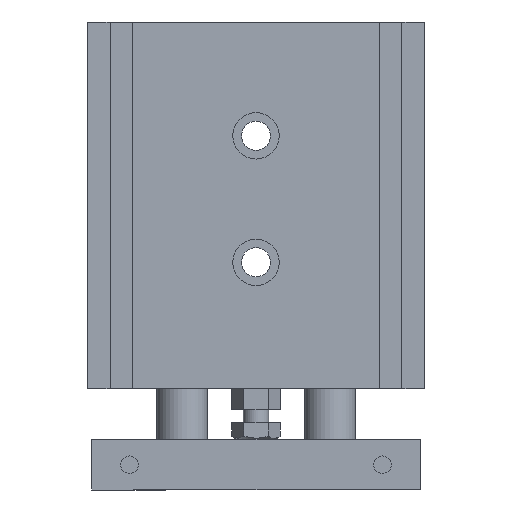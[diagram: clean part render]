
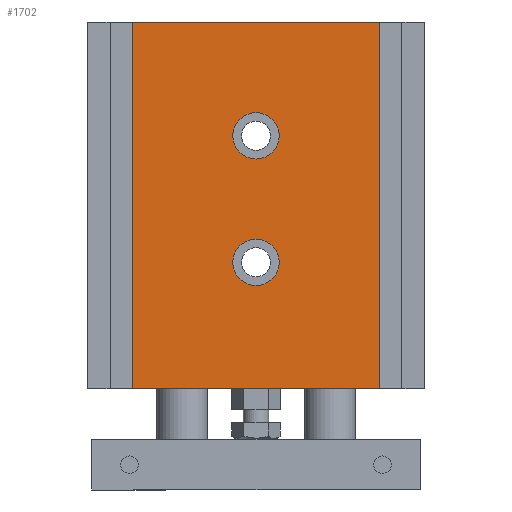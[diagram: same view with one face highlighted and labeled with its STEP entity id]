
A CAD part, left-side view. The second image highlights one B-rep face of the part: STEP entity #1702.
In plain terms, the highlighted planar face has unit normal (-1, 0, 0).
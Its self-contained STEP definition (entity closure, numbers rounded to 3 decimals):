
#401=CARTESIAN_POINT('',(-15.,-29.4,0.0));
#402=VERTEX_POINT('',#401);
#409=CARTESIAN_POINT('',(-15.,29.4,0.0));
#410=VERTEX_POINT('',#409);
#411=CARTESIAN_POINT('',(-15.,-29.4,0.0));
#412=DIRECTION('',(0.0,1.0,0.0));
#413=VECTOR('',#412,58.8);
#414=LINE('',#411,#413);
#415=EDGE_CURVE('',#402,#410,#414,.T.);
#1136=CARTESIAN_POINT('',(-15.,0.0,35.5));
#1137=VERTEX_POINT('',#1136);
#1138=CARTESIAN_POINT('',(-15.,0.0,30.0));
#1139=DIRECTION('',(1.0,0.0,0.0));
#1140=DIRECTION('',(0.0,0.0,1.0));
#1141=AXIS2_PLACEMENT_3D('',#1138,#1139,#1140);
#1142=CIRCLE('',#1141,5.5);
#1143=EDGE_CURVE('',#1137,#1137,#1142,.T.);
#1246=CARTESIAN_POINT('',(-15.,0.0,65.5));
#1247=VERTEX_POINT('',#1246);
#1248=CARTESIAN_POINT('',(-15.,0.0,60.0));
#1249=DIRECTION('',(1.0,0.0,0.0));
#1250=DIRECTION('',(0.0,0.0,1.0));
#1251=AXIS2_PLACEMENT_3D('',#1248,#1249,#1250);
#1252=CIRCLE('',#1251,5.5);
#1253=EDGE_CURVE('',#1247,#1247,#1252,.T.);
#1654=CARTESIAN_POINT('',(-15.,-29.4,87.0));
#1655=VERTEX_POINT('',#1654);
#1662=CARTESIAN_POINT('',(-15.,-29.4,0.0));
#1663=DIRECTION('',(0.0,0.0,1.0));
#1664=VECTOR('',#1663,87.0);
#1665=LINE('',#1662,#1664);
#1666=EDGE_CURVE('',#402,#1655,#1665,.T.);
#1673=CARTESIAN_POINT('',(-15.,-29.4,0.0));
#1674=DIRECTION('',(-1.0,0.0,0.0));
#1675=DIRECTION('',(0.0,0.0,1.0));
#1676=AXIS2_PLACEMENT_3D('',#1673,#1674,#1675);
#1677=PLANE('',#1676);
#1678=CARTESIAN_POINT('',(-15.,29.4,87.0));
#1679=VERTEX_POINT('',#1678);
#1680=CARTESIAN_POINT('',(-15.,-29.4,87.0));
#1681=DIRECTION('',(0.0,1.0,0.0));
#1682=VECTOR('',#1681,58.8);
#1683=LINE('',#1680,#1682);
#1684=EDGE_CURVE('',#1655,#1679,#1683,.T.);
#1685=ORIENTED_EDGE('',*,*,#1684,.T.);
#1686=CARTESIAN_POINT('',(-15.,29.4,0.0));
#1687=DIRECTION('',(0.0,0.0,1.0));
#1688=VECTOR('',#1687,87.0);
#1689=LINE('',#1686,#1688);
#1690=EDGE_CURVE('',#410,#1679,#1689,.T.);
#1691=ORIENTED_EDGE('',*,*,#1690,.F.);
#1692=ORIENTED_EDGE('',*,*,#415,.F.);
#1693=ORIENTED_EDGE('',*,*,#1666,.T.);
#1694=EDGE_LOOP('',(#1685,#1691,#1692,#1693));
#1695=FACE_OUTER_BOUND('',#1694,.T.);
#1696=ORIENTED_EDGE('',*,*,#1143,.T.);
#1697=EDGE_LOOP('',(#1696));
#1698=FACE_BOUND('',#1697,.T.);
#1699=ORIENTED_EDGE('',*,*,#1253,.T.);
#1700=EDGE_LOOP('',(#1699));
#1701=FACE_BOUND('',#1700,.T.);
#1702=ADVANCED_FACE('',(#1695,#1698,#1701),#1677,.T.);
